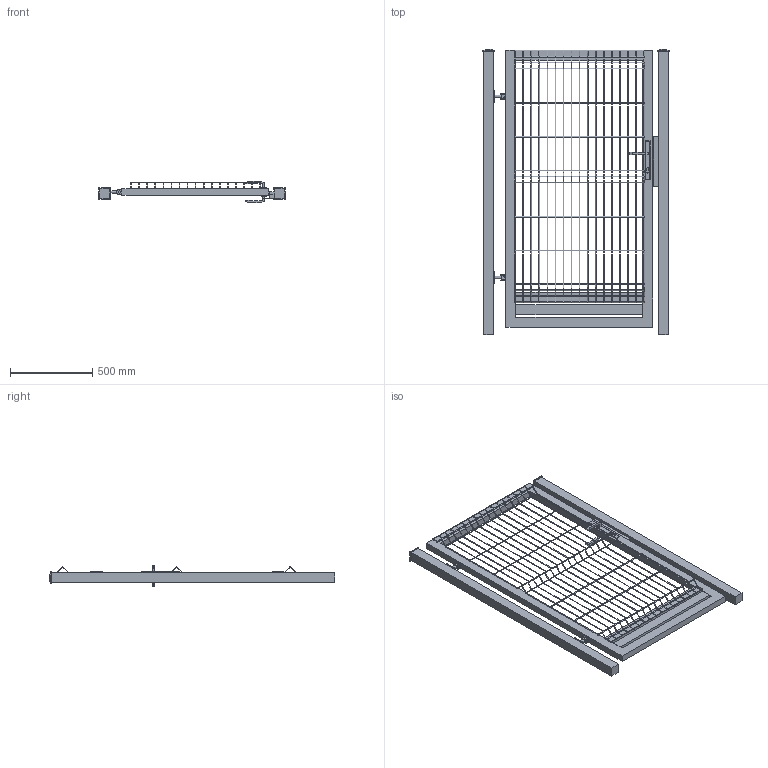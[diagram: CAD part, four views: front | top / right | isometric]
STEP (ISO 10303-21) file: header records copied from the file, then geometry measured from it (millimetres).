
FILE_DESCRIPTION(/* description */ (''),/* implementation_level */ '2;1');
FILE_NAME(/* name */ 'Furtka 1680 panel 153 +20 ramka v4.step',/* time_stamp */ '2021-02-24T10:11:50+01:00',/* author */ (''),/* organization */ (''),/* preprocessor_version */ 'ST-DEVELOPER v18.1',/* originating_system */ 'Autodesk Translation Framework v9.7.1.1290',/* authorisation */ '');
FILE_SCHEMA (('AUTOMOTIVE_DESIGN { 1 0 10303 214 3 1 1 }'));
Length unit declared in the file: millimetre
Products named in the file (7): Furtka 1680 panel 153 +20 ramka; panel 153; Zawias 55x75x75; słup 1230; Zaczep; Szyld z klamką w lewą stronę; Szyld z klamką w prawą strone
Assembly tree (8 placements, depth 2):
  Furtka 1680 panel 153 +20 ramka
    panel 153
    Zawias 55x75x75  x2
    słup 1230  x2
    Zaczep
    Szyld z klamką w lewą stronę
    Szyld z klamką w prawą strone
Bounding box: 1130 x 1730 x 130 mm (x, y, z)
Volume: 28788212.9 mm3; surface area: 2805125.8 mm2
Topology: 44 solids, 48 shells, 544 faces, 1427 edges, 994 vertices
Faces by surface type: cylinder 311, plane 203, sphere 16, torus 14
Full cylindrical faces by diameter (mm): 4 x185, 10 x10, 14 x8, 15.822 x2
Entity records: 15197 total; most frequent: DIRECTION 2898, CARTESIAN_POINT 2576, ORIENTED_EDGE 2462, EDGE_CURVE 1232, AXIS2_PLACEMENT_3D 1196, VERTEX_POINT 874, ELLIPSE 547, LINE 506
